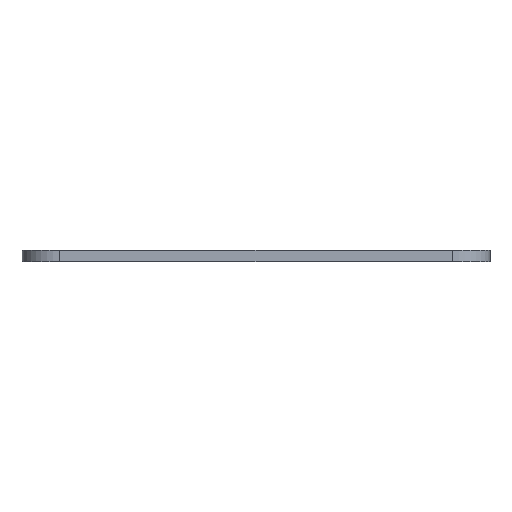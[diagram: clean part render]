
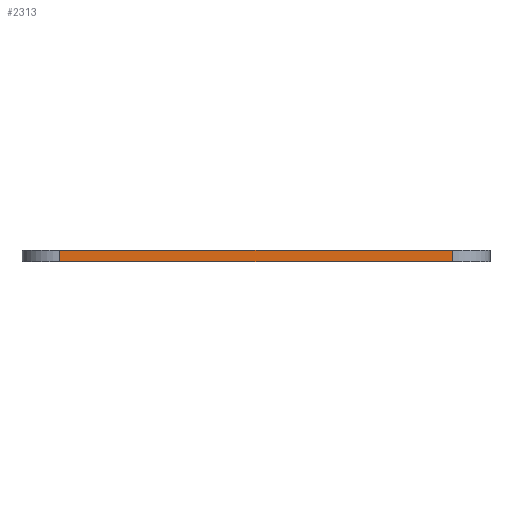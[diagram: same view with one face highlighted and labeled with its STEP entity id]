
A CAD part, front view. The second image highlights one B-rep face of the part: STEP entity #2313.
In plain terms, the highlighted planar face has unit normal (0, -1, 0).
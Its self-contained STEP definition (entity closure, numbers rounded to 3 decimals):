
#181=PLANE('',#2464);
#274=FACE_OUTER_BOUND('',#411,.T.);
#411=EDGE_LOOP('',(#1933,#1934,#1935,#1936));
#590=LINE('',#3819,#821);
#616=LINE('',#3930,#847);
#624=LINE('',#3954,#855);
#626=LINE('',#3957,#857);
#821=VECTOR('',#2741,10.);
#847=VECTOR('',#2829,10.);
#855=VECTOR('',#2855,10.);
#857=VECTOR('',#2859,10.);
#1085=VERTEX_POINT('',#3797);
#1095=VERTEX_POINT('',#3817);
#1148=VERTEX_POINT('',#3926);
#1156=VERTEX_POINT('',#3952);
#1370=EDGE_CURVE('',#1085,#1095,#590,.T.);
#1425=EDGE_CURVE('',#1085,#1148,#616,.T.);
#1436=EDGE_CURVE('',#1156,#1095,#624,.T.);
#1438=EDGE_CURVE('',#1148,#1156,#626,.T.);
#1933=ORIENTED_EDGE('',*,*,#1425,.F.);
#1934=ORIENTED_EDGE('',*,*,#1370,.T.);
#1935=ORIENTED_EDGE('',*,*,#1436,.F.);
#1936=ORIENTED_EDGE('',*,*,#1438,.F.);
#2313=ADVANCED_FACE('',(#274),#181,.T.);
#2464=AXIS2_PLACEMENT_3D('',#3956,#2857,#2858);
#2741=DIRECTION('',(1.,0.,0.));
#2829=DIRECTION('',(0.,0.,1.));
#2855=DIRECTION('',(0.,0.,-1.));
#2857=DIRECTION('center_axis',(0.,-1.,0.));
#2858=DIRECTION('ref_axis',(1.,0.,0.));
#2859=DIRECTION('',(1.,0.,0.));
#3797=CARTESIAN_POINT('',(-31.149,-58.101,0.));
#3817=CARTESIAN_POINT('',(20.751,-58.101,0.));
#3819=CARTESIAN_POINT('',(-36.149,-58.101,0.));
#3926=CARTESIAN_POINT('',(-31.149,-58.101,1.5));
#3930=CARTESIAN_POINT('',(-31.149,-58.101,0.));
#3952=CARTESIAN_POINT('',(20.751,-58.101,1.5));
#3954=CARTESIAN_POINT('',(20.751,-58.101,0.));
#3956=CARTESIAN_POINT('Origin',(-36.149,-58.101,0.));
#3957=CARTESIAN_POINT('',(-36.149,-58.101,1.5));
